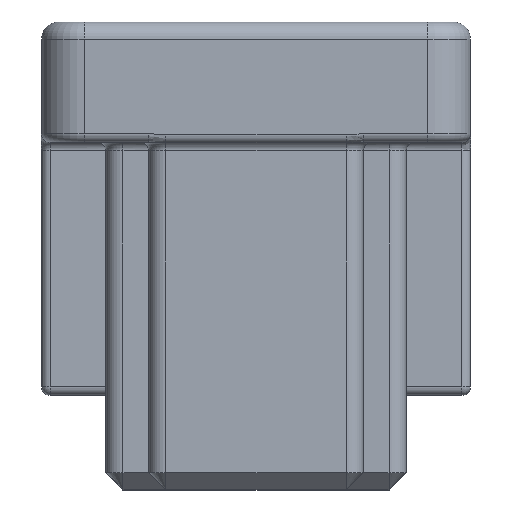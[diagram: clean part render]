
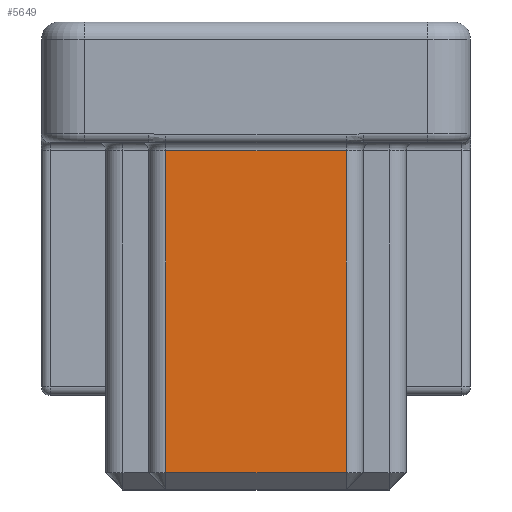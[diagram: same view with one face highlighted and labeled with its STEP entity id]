
A CAD part, top view. The second image highlights one B-rep face of the part: STEP entity #5649.
In plain terms, the highlighted planar face has unit normal (0, 0, 1).
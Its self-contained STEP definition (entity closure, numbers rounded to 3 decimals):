
#1369=DIRECTION('',(-1.,0.,0.));
#1370=VECTOR('',#1369,2.1);
#1371=CARTESIAN_POINT('',(1.05,3.95,1.09));
#1372=LINE('',#1371,#1370);
#1373=DIRECTION('',(0.,1.,0.));
#1374=VECTOR('',#1373,3.75);
#1375=CARTESIAN_POINT('',(1.05,0.2,1.09));
#1376=LINE('',#1375,#1374);
#1377=DIRECTION('',(-1.,0.,0.));
#1378=VECTOR('',#1377,2.1);
#1379=CARTESIAN_POINT('',(1.05,0.2,1.09));
#1380=LINE('',#1379,#1378);
#1381=DIRECTION('',(0.,-1.,0.));
#1382=VECTOR('',#1381,3.75);
#1383=CARTESIAN_POINT('',(-1.05,3.95,1.09));
#1384=LINE('',#1383,#1382);
#3062=CARTESIAN_POINT('',(1.05,0.2,1.09));
#3063=CARTESIAN_POINT('',(-1.05,0.2,
1.09));
#3064=VERTEX_POINT('',#3062);
#3065=VERTEX_POINT('',#3063);
#3681=CARTESIAN_POINT('',(-1.05,3.95,1.09));
#3682=VERTEX_POINT('',#3681);
#3683=CARTESIAN_POINT('',(1.05,3.95,1.09));
#3684=VERTEX_POINT('',#3683);
#5637=CARTESIAN_POINT('',(-1.75,0.,1.09));
#5638=DIRECTION('',(0.,0.,1.));
#5639=DIRECTION('',(1.,0.,0.));
#5640=AXIS2_PLACEMENT_3D('',#5637,#5638,#5639);
#5641=PLANE('',#5640);
#5642=ORIENTED_EDGE('',*,*,#5631,.F.);
#5644=ORIENTED_EDGE('',*,*,#5643,.F.);
#5645=ORIENTED_EDGE('',*,*,#5039,.T.);
#5646=ORIENTED_EDGE('',*,*,#5065,.F.);
#5647=EDGE_LOOP('',(#5642,#5644,#5645,#5646));
#5648=FACE_OUTER_BOUND('',#5647,.F.);
#5649=ADVANCED_FACE('',(#5648),#5641,.T.);
#5039=EDGE_CURVE('',#3064,#3065,#1380,.T.);
#5065=EDGE_CURVE('',#3682,#3065,#1384,.T.);
#5631=EDGE_CURVE('',#3684,#3682,#1372,.T.);
#5643=EDGE_CURVE('',#3064,#3684,#1376,.T.);
